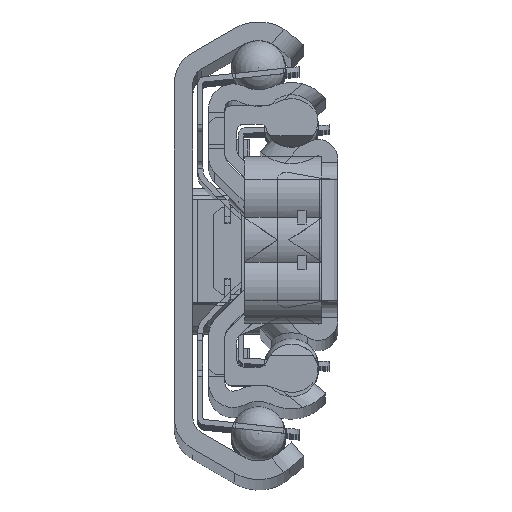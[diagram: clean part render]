
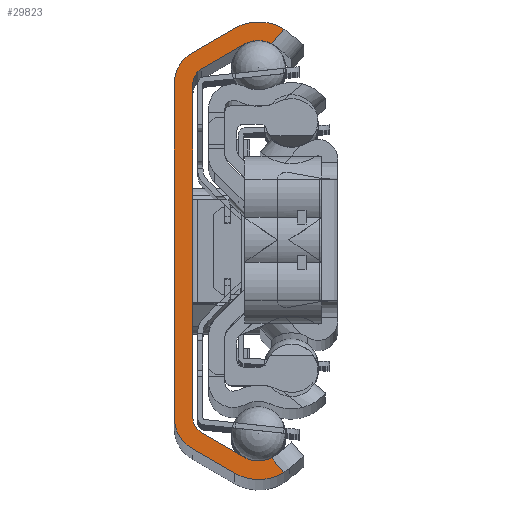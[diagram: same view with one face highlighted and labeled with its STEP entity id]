
A CAD part, top view. The second image highlights one B-rep face of the part: STEP entity #29823.
In plain terms, the highlighted face is planar.
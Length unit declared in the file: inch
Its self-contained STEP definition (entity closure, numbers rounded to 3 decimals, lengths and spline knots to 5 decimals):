
#1835=CIRCLE('',#31754,5.59);
#1839=CIRCLE('',#31761,3.43);
#1845=CIRCLE('',#31772,3.43);
#1847=CIRCLE('',#31776,5.59);
#1848=CIRCLE('',#31778,2.);
#1849=CIRCLE('',#31783,4.16);
#1850=CIRCLE('',#31785,4.16);
#1851=CIRCLE('',#31789,2.);
#3287=FACE_OUTER_BOUND('',#4833,.T.);
#4833=EDGE_LOOP('',(#20454,#20455,#20456,#20457,#20458,#20459,#20460,#20461,
#20462,#20463,#20464,#20465,#20466,#20467,#20468,#20469));
#6672=LINE('',#43893,#9527);
#6759=LINE('',#44171,#9614);
#6806=LINE('',#44345,#9661);
#6817=LINE('',#44405,#9672);
#6827=LINE('',#44455,#9682);
#6829=LINE('',#44460,#9684);
#6831=LINE('',#44468,#9686);
#6833=LINE('',#44472,#9688);
#9527=VECTOR('',#34764,10.);
#9614=VECTOR('',#35001,10.);
#9661=VECTOR('',#35176,10.);
#9672=VECTOR('',#35219,10.);
#9682=VECTOR('',#35257,10.);
#9684=VECTOR('',#35263,10.);
#9686=VECTOR('',#35275,10.);
#9688=VECTOR('',#35279,10.);
#12384=VERTEX_POINT('',#43890);
#12385=VERTEX_POINT('',#43892);
#12472=VERTEX_POINT('',#44168);
#12473=VERTEX_POINT('',#44170);
#12529=VERTEX_POINT('',#44337);
#12530=VERTEX_POINT('',#44344);
#12534=VERTEX_POINT('',#44361);
#12540=VERTEX_POINT('',#44387);
#12544=VERTEX_POINT('',#44399);
#12545=VERTEX_POINT('',#44404);
#12552=VERTEX_POINT('',#44429);
#12554=VERTEX_POINT('',#44447);
#12555=VERTEX_POINT('',#44451);
#12556=VERTEX_POINT('',#44458);
#12557=VERTEX_POINT('',#44464);
#12558=VERTEX_POINT('',#44470);
#15404=EDGE_CURVE('',#12384,#12385,#6672,.T.);
#15531=EDGE_CURVE('',#12472,#12473,#6759,.T.);
#15615=EDGE_CURVE('',#12529,#12530,#6806,.T.);
#15622=EDGE_CURVE('',#12530,#12534,#1835,.T.);
#15632=EDGE_CURVE('',#12540,#12529,#1839,.T.);
#15638=EDGE_CURVE('',#12544,#12545,#6817,.T.);
#15648=EDGE_CURVE('',#12545,#12552,#1845,.T.);
#15655=EDGE_CURVE('',#12554,#12544,#1847,.T.);
#15657=EDGE_CURVE('',#12555,#12472,#1848,.T.);
#15658=EDGE_CURVE('',#12552,#12555,#6827,.T.);
#15660=EDGE_CURVE('',#12556,#12554,#6829,.T.);
#15661=EDGE_CURVE('',#12385,#12556,#1849,.T.);
#15663=EDGE_CURVE('',#12557,#12384,#1850,.T.);
#15664=EDGE_CURVE('',#12534,#12557,#6831,.T.);
#15666=EDGE_CURVE('',#12558,#12540,#6833,.T.);
#15667=EDGE_CURVE('',#12473,#12558,#1851,.T.);
#20454=ORIENTED_EDGE('',*,*,#15615,.F.);
#20455=ORIENTED_EDGE('',*,*,#15632,.F.);
#20456=ORIENTED_EDGE('',*,*,#15666,.F.);
#20457=ORIENTED_EDGE('',*,*,#15667,.F.);
#20458=ORIENTED_EDGE('',*,*,#15531,.F.);
#20459=ORIENTED_EDGE('',*,*,#15657,.F.);
#20460=ORIENTED_EDGE('',*,*,#15658,.F.);
#20461=ORIENTED_EDGE('',*,*,#15648,.F.);
#20462=ORIENTED_EDGE('',*,*,#15638,.F.);
#20463=ORIENTED_EDGE('',*,*,#15655,.F.);
#20464=ORIENTED_EDGE('',*,*,#15660,.F.);
#20465=ORIENTED_EDGE('',*,*,#15661,.F.);
#20466=ORIENTED_EDGE('',*,*,#15404,.F.);
#20467=ORIENTED_EDGE('',*,*,#15663,.F.);
#20468=ORIENTED_EDGE('',*,*,#15664,.F.);
#20469=ORIENTED_EDGE('',*,*,#15622,.F.);
#29015=PLANE('',#31790);
#29823=ADVANCED_FACE('',(#3287),#29015,.F.);
#31754=AXIS2_PLACEMENT_3D('',#44362,#35189,#35190);
#31761=AXIS2_PLACEMENT_3D('',#44389,#35207,#35208);
#31772=AXIS2_PLACEMENT_3D('',#44430,#35237,#35238);
#31776=AXIS2_PLACEMENT_3D('',#44449,#35248,#35249);
#31778=AXIS2_PLACEMENT_3D('',#44453,#35253,#35254);
#31783=AXIS2_PLACEMENT_3D('',#44462,#35266,#35267);
#31785=AXIS2_PLACEMENT_3D('',#44466,#35271,#35272);
#31789=AXIS2_PLACEMENT_3D('',#44474,#35282,#35283);
#31790=AXIS2_PLACEMENT_3D('',#44475,#35284,#35285);
#34764=DIRECTION('',(0.,-1.,0.));
#35001=DIRECTION('',(0.,1.,0.));
#35176=DIRECTION('',(0.643,0.766,0.));
#35189=DIRECTION('center_axis',(0.,0.,1.));
#35190=DIRECTION('ref_axis',(0.643,0.766,0.));
#35207=DIRECTION('center_axis',(0.,0.,-1.));
#35208=DIRECTION('ref_axis',(-0.643,-0.766,0.));
#35219=DIRECTION('',(-0.643,0.766,0.));
#35237=DIRECTION('center_axis',(0.,0.,-1.));
#35238=DIRECTION('ref_axis',(0.5,0.866,0.));
#35248=DIRECTION('center_axis',(0.,0.,1.));
#35249=DIRECTION('ref_axis',(-0.5,-0.866,0.));
#35253=DIRECTION('center_axis',(0.,0.,-1.));
#35254=DIRECTION('ref_axis',(1.,0.,0.));
#35257=DIRECTION('',(-0.866,0.5,0.));
#35263=DIRECTION('',(0.866,-0.5,0.));
#35266=DIRECTION('center_axis',(0.,0.,1.));
#35267=DIRECTION('ref_axis',(-1.,0.,0.));
#35271=DIRECTION('center_axis',(0.,0.,1.));
#35272=DIRECTION('ref_axis',(-0.5,0.866,0.));
#35275=DIRECTION('',(-0.866,-0.5,0.));
#35279=DIRECTION('',(0.866,0.5,0.));
#35282=DIRECTION('center_axis',(0.,0.,-1.));
#35283=DIRECTION('ref_axis',(0.5,-0.866,0.));
#35284=DIRECTION('center_axis',(0.,0.,1.));
#35285=DIRECTION('ref_axis',(1.,0.,0.));
#43890=CARTESIAN_POINT('',(-9.78,19.35151,0.));
#43892=CARTESIAN_POINT('',(-9.78,-19.35151,0.));
#43893=CARTESIAN_POINT('',(-9.78,19.35151,0.));
#44168=CARTESIAN_POINT('',(-7.62,-19.35151,0.));
#44170=CARTESIAN_POINT('',(-7.62,19.35151,0.));
#44171=CARTESIAN_POINT('',(-7.62,0.,0.));
#44337=CARTESIAN_POINT('',(1.50886,24.0253,0.));
#44344=CARTESIAN_POINT('',(2.9226,25.71013,0.));
#44345=CARTESIAN_POINT('',(-1.26302,20.7219,0.));
#44361=CARTESIAN_POINT('',(-2.795,25.78608,0.));
#44362=CARTESIAN_POINT('Origin',(0.,20.945,0.));
#44387=CARTESIAN_POINT('',(-1.715,23.91547,0.));
#44389=CARTESIAN_POINT('Origin',(0.,20.945,0.));
#44399=CARTESIAN_POINT('',(2.9226,-25.71013,0.));
#44404=CARTESIAN_POINT('',(1.50886,-24.0253,0.));
#44405=CARTESIAN_POINT('',(-9.76279,-10.59227,0.));
#44429=CARTESIAN_POINT('',(-1.715,-23.91547,0.));
#44430=CARTESIAN_POINT('Origin',(0.,-20.945,0.));
#44447=CARTESIAN_POINT('',(-2.795,-25.78608,0.));
#44449=CARTESIAN_POINT('Origin',(0.,-20.945,0.));
#44451=CARTESIAN_POINT('',(-6.62,-21.08356,0.));
#44453=CARTESIAN_POINT('Origin',(-5.62,-19.35151,0.));
#44455=CARTESIAN_POINT('',(-1.715,-23.91547,0.));
#44458=CARTESIAN_POINT('',(-7.7,-22.95418,0.));
#44460=CARTESIAN_POINT('',(-7.7,-22.95418,0.));
#44462=CARTESIAN_POINT('Origin',(-5.62,-19.35151,0.));
#44464=CARTESIAN_POINT('',(-7.7,22.95418,0.));
#44466=CARTESIAN_POINT('Origin',(-5.62,19.35151,0.));
#44468=CARTESIAN_POINT('',(-2.795,25.78608,0.));
#44470=CARTESIAN_POINT('',(-6.62,21.08356,0.));
#44472=CARTESIAN_POINT('',(-6.62,21.08356,0.));
#44474=CARTESIAN_POINT('Origin',(-5.62,19.35151,0.));
#44475=CARTESIAN_POINT('Origin',(-5.68462,15.85193,0.));
